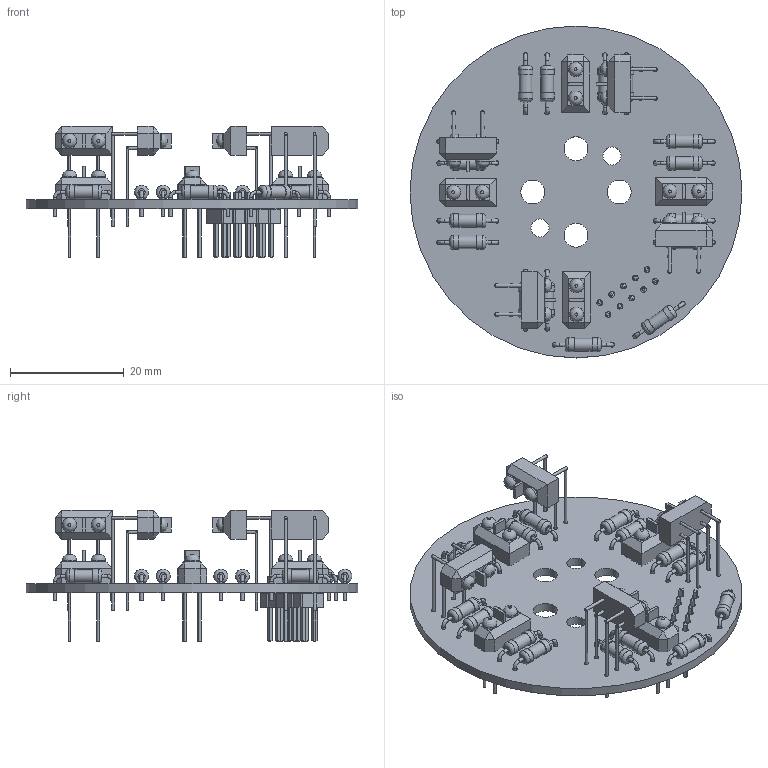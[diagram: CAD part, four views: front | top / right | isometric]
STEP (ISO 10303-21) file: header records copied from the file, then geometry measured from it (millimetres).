
FILE_DESCRIPTION(('KiCad electronic assembly'),'2;1');
FILE_NAME('鍔涗紶鎰熷櫒.step','2021-07-05T15:10:55',('An Author'), ('A Company'),'Open CASCADE STEP processor 6.9', 'KiCad to STEP converter','Unknown');
FILE_SCHEMA(('AUTOMOTIVE_DESIGN { 1 0 10303 214 1 1 1 1 }'));
Length unit declared in the file: millimetre
Products named in the file (10): Open CASCADE STEP translator 6.9 1; 鑷嫊鍖栬ō鍌欐婧栭浂浠禱鍔涗紶鎰熷櫒-Part; COMPOUND; PinHeader_2x05_P2.54mm_Vertical; SOLID; R_Axial_DIN0207_L6.3mm_D2.5mm_P10.16mm_Horizontal; 鑷嫊鍖栬ō鍌欐婧栭浂浠禱鍔涗紶鎰熷櫒1-Part
Assembly tree (30 placements, depth 3):
  Open CASCADE STEP translator 6.9 1
    鑷嫊鍖栬ō鍌欐婧栭浂浠禱鍔涗紶鎰熷櫒-Part  x4
      COMPOUND
    PinHeader_2x05_P2.54mm_Vertical
      SOLID
    R_Axial_DIN0207_L6.3mm_D2.5mm_P10.16mm_Horizontal  x16
      SOLID
    鑷嫊鍖栬ō鍌欐婧栭浂浠禱鍔涗紶鎰熷櫒1-Part  x4
      COMPOUND
    COMPOUND
Bounding box: 58.48 x 58.48 x 23.08 mm (x, y, z)
Volume: 6446.1 mm3; surface area: 10145.2 mm2
Topology: 82 solids, 82 shells, 937 faces, 1739 edges, 1074 vertices
Faces by surface type: plane 592, cylinder 265, torus 64, revolution 16
Full cylindrical faces by diameter (mm): 0.426 x8, 0.452 x8, 0.488 x4, 0.5 x32, 0.517 x4, 0.6 x64, 0.762 x32, 0.8 x32, 1 x10, 2.25 x16, 2.5 x32, 2.54 x16, 3.2 x2, 4.2 x4, 58.482 x1
Entity records: 26811 total; most frequent: CARTESIAN_POINT 5327, DIRECTION 3774, LINE 2280, VECTOR 2280, ORIENTED_EDGE 1816, PCURVE 1816, DEFINITIONAL_REPRESENTATION 1816, EDGE_CURVE 908
